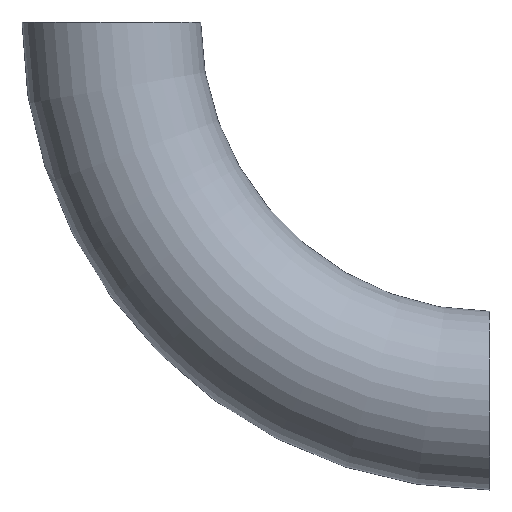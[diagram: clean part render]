
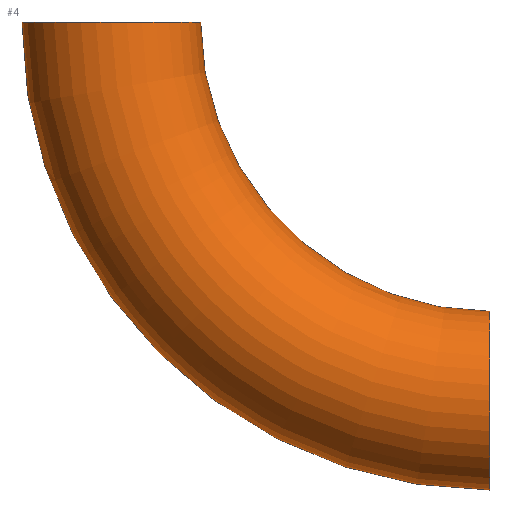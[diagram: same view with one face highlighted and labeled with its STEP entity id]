
A CAD part, front view. The second image highlights one B-rep face of the part: STEP entity #4.
In plain terms, the highlighted toroidal (fillet/blend) face has major radius 57 mm and minor radius 13.45 mm.
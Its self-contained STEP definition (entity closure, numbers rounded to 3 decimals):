
#4 = ADVANCED_FACE ( 'NONE', ( #189 ), #5, .T. ) ;
#5 = TOROIDAL_SURFACE ( 'NONE', #111, 57., 13.45 ) ;
#10 = EDGE_CURVE ( 'NONE', #247, #240, #149, .T. ) ;
#18 = DIRECTION ( 'NONE',  ( 0., 0., 1. ) ) ;
#20 = DIRECTION ( 'NONE',  ( 0., 1., 0. ) ) ;
#39 = ORIENTED_EDGE ( 'NONE', *, *, #173, .T. ) ;
#46 = AXIS2_PLACEMENT_3D ( 'NONE', #48, #131, #96 ) ;
#48 = CARTESIAN_POINT ( 'NONE',  ( -57., 0., 0. ) ) ;
#59 = CIRCLE ( 'NONE', #46, 13.45 ) ;
#61 = CARTESIAN_POINT ( 'NONE',  ( 0., 0., 0. ) ) ;
#74 = DIRECTION ( 'NONE',  ( 0., 0., 1. ) ) ;
#75 = EDGE_LOOP ( 'NONE', ( #235, #39, #158, #108 ) ) ;
#76 = DIRECTION ( 'NONE',  ( -1., 0., 0. ) ) ;
#93 = CIRCLE ( 'NONE', #188, 13.45 ) ;
#96 = DIRECTION ( 'NONE',  ( 1., 0., 0. ) ) ;
#108 = ORIENTED_EDGE ( 'NONE', *, *, #129, .F. ) ;
#111 = AXIS2_PLACEMENT_3D ( 'NONE', #61, #20, #141 ) ;
#112 = CIRCLE ( 'NONE', #135, 70.45 ) ;
#114 = CARTESIAN_POINT ( 'NONE',  ( 0., 0., -57. ) ) ;
#115 = DIRECTION ( 'NONE',  ( 0., 1., 0. ) ) ;
#119 = DIRECTION ( 'NONE',  ( 0., 1., 0. ) ) ;
#127 = DIRECTION ( 'NONE',  ( 0., 0., 1. ) ) ;
#129 = EDGE_CURVE ( 'NONE', #202, #240, #59, .T. ) ;
#130 = CARTESIAN_POINT ( 'NONE',  ( -70.45, 0., 0. ) ) ;
#131 = DIRECTION ( 'NONE',  ( 0., 0., 1. ) ) ;
#135 = AXIS2_PLACEMENT_3D ( 'NONE', #169, #115, #74 ) ;
#141 = DIRECTION ( 'NONE',  ( 0., 0., 1. ) ) ;
#149 = CIRCLE ( 'NONE', #178, 43.55 ) ;
#150 = CARTESIAN_POINT ( 'NONE',  ( 0., 0., -43.55 ) ) ;
#158 = ORIENTED_EDGE ( 'NONE', *, *, #10, .T. ) ;
#162 = VERTEX_POINT ( 'NONE', #164 ) ;
#164 = CARTESIAN_POINT ( 'NONE',  ( 0., 0., -70.45 ) ) ;
#169 = CARTESIAN_POINT ( 'NONE',  ( 0., 0., 0. ) ) ;
#173 = EDGE_CURVE ( 'NONE', #162, #247, #93, .T. ) ;
#178 = AXIS2_PLACEMENT_3D ( 'NONE', #227, #119, #18 ) ;
#188 = AXIS2_PLACEMENT_3D ( 'NONE', #114, #76, #127 ) ;
#189 = FACE_OUTER_BOUND ( 'NONE', #75, .T. ) ;
#202 = VERTEX_POINT ( 'NONE', #130 ) ;
#227 = CARTESIAN_POINT ( 'NONE',  ( 0., 0., 0. ) ) ;
#235 = ORIENTED_EDGE ( 'NONE', *, *, #250, .F. ) ;
#240 = VERTEX_POINT ( 'NONE', #248 ) ;
#247 = VERTEX_POINT ( 'NONE', #150 ) ;
#248 = CARTESIAN_POINT ( 'NONE',  ( -43.55, 0., 0. ) ) ;
#250 = EDGE_CURVE ( 'NONE', #162, #202, #112, .T. ) ;
